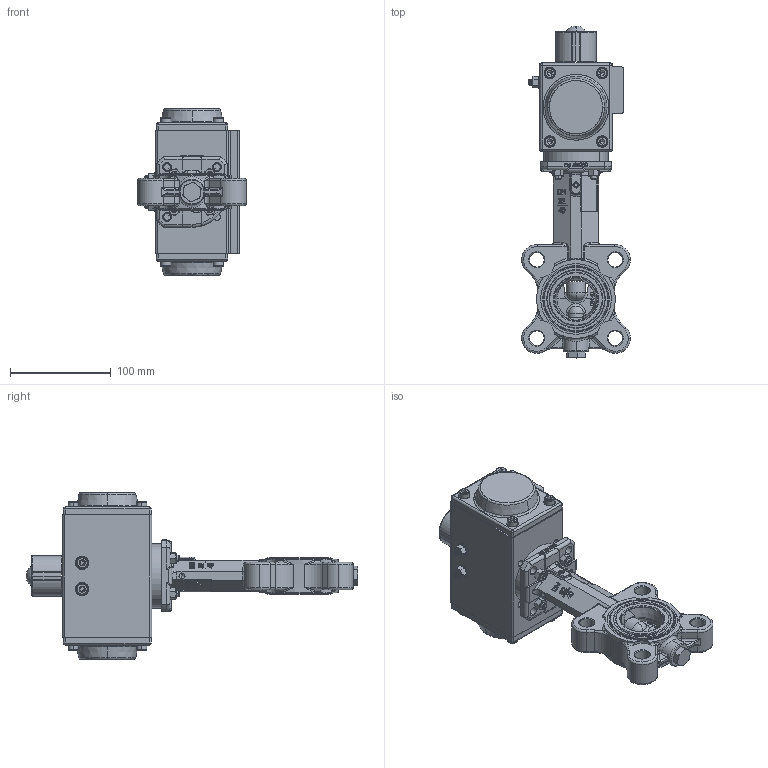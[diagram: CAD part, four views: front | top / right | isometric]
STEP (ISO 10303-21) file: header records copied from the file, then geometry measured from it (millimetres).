
FILE_DESCRIPTION (( 'STEP AP203' ), '1' );
FILE_NAME ('AK02_DN32-40_GD_pneu..STEP', '2022-11-04T06:57:11', ( '' ), ( '' ), 'SwSTEP 2.0', 'SolidWorks 2021', '' );
FILE_SCHEMA (( 'CONFIG_CONTROL_DESIGN' ));
Products named in the file (1): AK02_DN32-40_GD_pneu.
Bounding box: 107.78 x 329.15 x 165 mm (x, y, z)
Surface area: 145701.2 mm2 (no closed solid volume)
Topology: 0 solids, 395 shells, 1270 faces, 4546 edges, 3572 vertices
Faces by surface type: plane 461, cylinder 325, bspline 236, cone 142, torus 90, sphere 16
Entity records: 78077 total; most frequent: CARTESIAN_POINT 42242, DIRECTION 6693, ORIENTED_EDGE 6446, EDGE_CURVE 4500, VERTEX_POINT 3571, AXIS2_PLACEMENT_3D 2294, LINE 2105, VECTOR 2105
